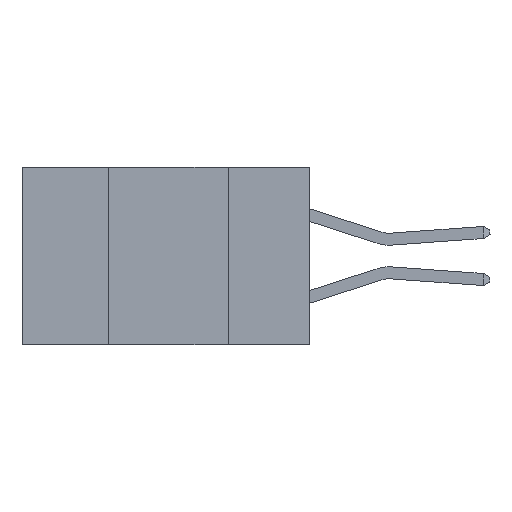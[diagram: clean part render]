
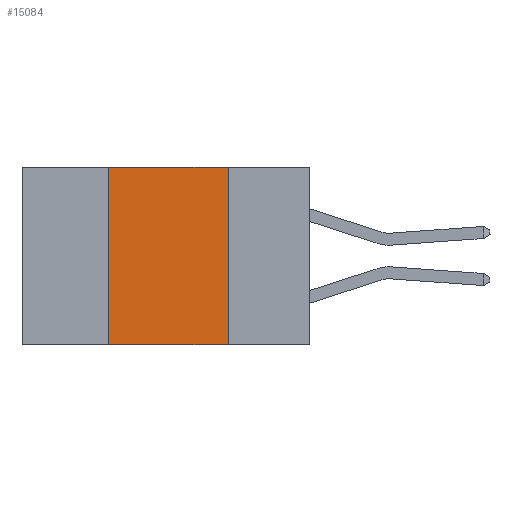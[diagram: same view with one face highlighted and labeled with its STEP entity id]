
A CAD part, left-side view. The second image highlights one B-rep face of the part: STEP entity #15084.
In plain terms, the highlighted planar face has unit normal (-1, 0, 0).
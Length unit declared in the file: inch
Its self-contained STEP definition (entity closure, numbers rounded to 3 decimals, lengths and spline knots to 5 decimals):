
#245 = ORIENTED_EDGE ( 'NONE', *, *, #7679, .F. ) ;
#399 = DIRECTION ( 'NONE',  ( 0., -1., 0. ) ) ;
#1024 = VECTOR ( 'NONE', #13873, 39.37008 ) ;
#1741 = CARTESIAN_POINT ( 'NONE',  ( 0., 0.6, -0.37 ) ) ;
#1803 = PLANE ( 'NONE',  #10423 ) ;
#2374 = EDGE_CURVE ( 'NONE', #4586, #4336, #5825, .T. ) ;
#2633 = VECTOR ( 'NONE', #3314, 39.37008 ) ;
#2837 = DIRECTION ( 'NONE',  ( 1., 0., 0. ) ) ;
#3314 = DIRECTION ( 'NONE',  ( 0., 0., 1. ) ) ;
#3486 = CARTESIAN_POINT ( 'NONE',  ( 0., 0.42, -0.37 ) ) ;
#3780 = CARTESIAN_POINT ( 'NONE',  ( 0., 0.17, -0.37 ) ) ;
#3855 = LINE ( 'NONE', #3780, #14172 ) ;
#4336 = VERTEX_POINT ( 'NONE', #7978 ) ;
#4440 = EDGE_CURVE ( 'NONE', #4336, #5072, #5619, .T. ) ;
#4586 = VERTEX_POINT ( 'NONE', #10074 ) ;
#4809 = EDGE_CURVE ( 'NONE', #4586, #6714, #5203, .T. ) ;
#5072 = VERTEX_POINT ( 'NONE', #15207 ) ;
#5203 = LINE ( 'NONE', #1741, #1024 ) ;
#5619 = LINE ( 'NONE', #15345, #13396 ) ;
#5808 = ORIENTED_EDGE ( 'NONE', *, *, #2374, .F. ) ;
#5825 = LINE ( 'NONE', #3486, #2633 ) ;
#6210 = EDGE_LOOP ( 'NONE', ( #245, #8372, #5808, #10946 ) ) ;
#6714 = VERTEX_POINT ( 'NONE', #13205 ) ;
#7679 = EDGE_CURVE ( 'NONE', #5072, #6714, #3855, .T. ) ;
#7978 = CARTESIAN_POINT ( 'NONE',  ( 0., 0.42, 0. ) ) ;
#8372 = ORIENTED_EDGE ( 'NONE', *, *, #4440, .F. ) ;
#10074 = CARTESIAN_POINT ( 'NONE',  ( 0., 0.42, -0.37 ) ) ;
#10423 = AXIS2_PLACEMENT_3D ( 'NONE', #10532, #2837, #15386 ) ;
#10532 = CARTESIAN_POINT ( 'NONE',  ( 0., 0.6, 0. ) ) ;
#10946 = ORIENTED_EDGE ( 'NONE', *, *, #4809, .T. ) ;
#11148 = DIRECTION ( 'NONE',  ( 0., 0., -1. ) ) ;
#13205 = CARTESIAN_POINT ( 'NONE',  ( 0., 0.17, -0.37 ) ) ;
#13396 = VECTOR ( 'NONE', #399, 39.37008 ) ;
#13873 = DIRECTION ( 'NONE',  ( 0., -1., 0. ) ) ;
#14106 = FACE_OUTER_BOUND ( 'NONE', #6210, .T. ) ;
#14172 = VECTOR ( 'NONE', #11148, 39.37008 ) ;
#15084 = ADVANCED_FACE ( 'NONE', ( #14106 ), #1803, .F. ) ;
#15207 = CARTESIAN_POINT ( 'NONE',  ( 0., 0.17, 0. ) ) ;
#15345 = CARTESIAN_POINT ( 'NONE',  ( 0., 0.6, 0. ) ) ;
#15386 = DIRECTION ( 'NONE',  ( 0., 0., -1. ) ) ;
